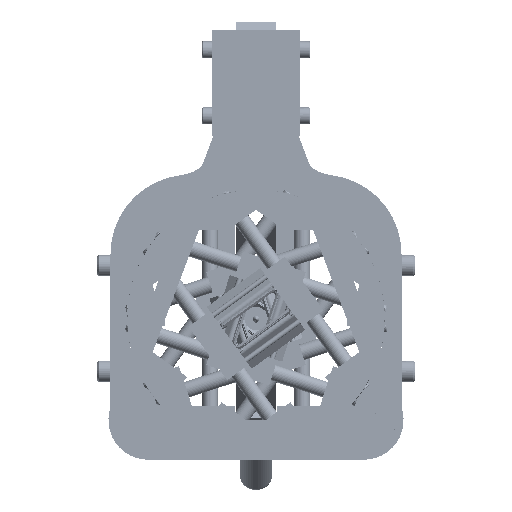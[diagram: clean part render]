
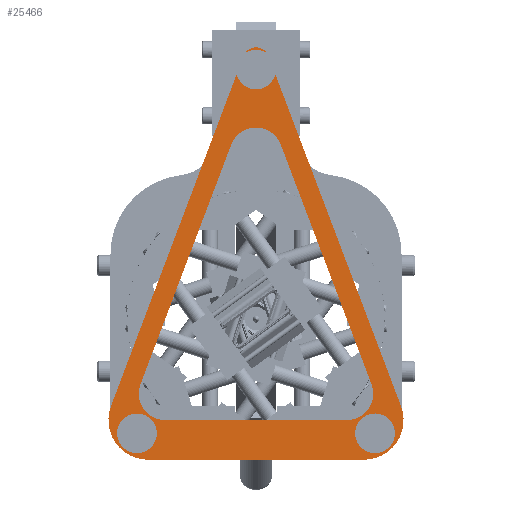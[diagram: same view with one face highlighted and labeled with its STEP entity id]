
A CAD part, left-side view. The second image highlights one B-rep face of the part: STEP entity #25466.
In plain terms, the highlighted planar face has unit normal (-1, 0, 0).
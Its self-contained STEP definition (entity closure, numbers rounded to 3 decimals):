
#24865=CARTESIAN_POINT('Vertex',(0.,122.,295.)) ;
#24870=CARTESIAN_POINT('Axis2P3D Location',(0.,125.,295.)) ;
#24874=CARTESIAN_POINT('Vertex',(0.,128.,295.)) ;
#25047=CARTESIAN_POINT('Axis2P3D Location',(0.,125.,295.)) ;
#25068=CARTESIAN_POINT('Vertex',(0.,43.444,0.)) ;
#25071=CARTESIAN_POINT('Line Origine',(0.,125.,0.)) ;
#25075=CARTESIAN_POINT('Vertex',(0.,206.556,0.)) ;
#25095=CARTESIAN_POINT('Axis2P3D Location',(0.,206.556,30.)) ;
#25099=CARTESIAN_POINT('Vertex',(0.,234.611,40.627)) ;
#25123=CARTESIAN_POINT('Vertex',(0.,15.389,40.627)) ;
#25126=CARTESIAN_POINT('Axis2P3D Location',(0.,43.444,30.)) ;
#25143=CARTESIAN_POINT('Line Origine',(0.,184.481,172.969)) ;
#25147=CARTESIAN_POINT('Vertex',(0.,134.352,305.312)) ;
#25167=CARTESIAN_POINT('Axis2P3D Location',(0.,125.,301.77)) ;
#25171=CARTESIAN_POINT('Vertex',(0.,115.648,305.312)) ;
#25191=CARTESIAN_POINT('Line Origine',(0.,65.519,172.969)) ;
#25212=CARTESIAN_POINT('Vertex',(0.,37.663,57.085)) ;
#25219=CARTESIAN_POINT('Vertex',(0.,56.366,30.)) ;
#25222=CARTESIAN_POINT('Axis2P3D Location',(0.,56.366,50.)) ;
#25243=CARTESIAN_POINT('Vertex',(0.,143.703,238.278)) ;
#25250=CARTESIAN_POINT('Vertex',(0.,106.297,238.278)) ;
#25253=CARTESIAN_POINT('Axis2P3D Location',(0.,125.,231.193)) ;
#25274=CARTESIAN_POINT('Vertex',(0.,193.634,30.)) ;
#25281=CARTESIAN_POINT('Vertex',(0.,212.337,57.085)) ;
#25284=CARTESIAN_POINT('Axis2P3D Location',(0.,193.634,50.)) ;
#25301=CARTESIAN_POINT('Line Origine',(0.,125.,30.)) ;
#25318=CARTESIAN_POINT('Line Origine',(0.,178.02,147.681)) ;
#25335=CARTESIAN_POINT('Line Origine',(0.,71.98,147.681)) ;
#25356=CARTESIAN_POINT('Vertex',(0.,212.,20.)) ;
#25359=CARTESIAN_POINT('Axis2P3D Location',(0.,215.,20.)) ;
#25363=CARTESIAN_POINT('Vertex',(0.,218.,20.)) ;
#25378=CARTESIAN_POINT('Axis2P3D Location',(0.,215.,20.)) ;
#25399=CARTESIAN_POINT('Vertex',(0.,32.,20.)) ;
#25402=CARTESIAN_POINT('Axis2P3D Location',(0.,35.,20.)) ;
#25406=CARTESIAN_POINT('Vertex',(0.,38.,20.)) ;
#25421=CARTESIAN_POINT('Axis2P3D Location',(0.,35.,20.)) ;
#25433=CARTESIAN_POINT('Axis2P3D Location',(0.,0.,0.)) ;
#24871=DIRECTION('Axis2P3D Direction',(-1.,0.,-0.)) ;
#25048=DIRECTION('Axis2P3D Direction',(-1.,0.,-0.)) ;
#25072=DIRECTION('Vector Direction',(0.,1.,0.)) ;
#25096=DIRECTION('Axis2P3D Direction',(1.,0.,-0.)) ;
#25127=DIRECTION('Axis2P3D Direction',(1.,0.,0.)) ;
#25144=DIRECTION('Vector Direction',(0.,-0.354,0.935)) ;
#25168=DIRECTION('Axis2P3D Direction',(1.,0.,0.)) ;
#25192=DIRECTION('Vector Direction',(0.,-0.354,-0.935)) ;
#25223=DIRECTION('Axis2P3D Direction',(1.,0.,0.)) ;
#25254=DIRECTION('Axis2P3D Direction',(1.,0.,-0.)) ;
#25285=DIRECTION('Axis2P3D Direction',(1.,0.,0.)) ;
#25302=DIRECTION('Vector Direction',(0.,1.,0.)) ;
#25319=DIRECTION('Vector Direction',(0.,-0.354,0.935)) ;
#25336=DIRECTION('Vector Direction',(0.,-0.354,-0.935)) ;
#25360=DIRECTION('Axis2P3D Direction',(-1.,0.,-0.)) ;
#25379=DIRECTION('Axis2P3D Direction',(-1.,0.,-0.)) ;
#25403=DIRECTION('Axis2P3D Direction',(-1.,0.,-0.)) ;
#25422=DIRECTION('Axis2P3D Direction',(-1.,0.,-0.)) ;
#25434=DIRECTION('Axis2P3D Direction',(1.,0.,0.)) ;
#25435=DIRECTION('Axis2P3D XDirection',(0.,1.,0.)) ;
#24872=AXIS2_PLACEMENT_3D('Circle Axis2P3D',#24870,#24871,$) ;
#25049=AXIS2_PLACEMENT_3D('Circle Axis2P3D',#25047,#25048,$) ;
#25097=AXIS2_PLACEMENT_3D('Circle Axis2P3D',#25095,#25096,$) ;
#25128=AXIS2_PLACEMENT_3D('Circle Axis2P3D',#25126,#25127,$) ;
#25169=AXIS2_PLACEMENT_3D('Circle Axis2P3D',#25167,#25168,$) ;
#25224=AXIS2_PLACEMENT_3D('Circle Axis2P3D',#25222,#25223,$) ;
#25255=AXIS2_PLACEMENT_3D('Circle Axis2P3D',#25253,#25254,$) ;
#25286=AXIS2_PLACEMENT_3D('Circle Axis2P3D',#25284,#25285,$) ;
#25361=AXIS2_PLACEMENT_3D('Circle Axis2P3D',#25359,#25360,$) ;
#25380=AXIS2_PLACEMENT_3D('Circle Axis2P3D',#25378,#25379,$) ;
#25404=AXIS2_PLACEMENT_3D('Circle Axis2P3D',#25402,#25403,$) ;
#25423=AXIS2_PLACEMENT_3D('Circle Axis2P3D',#25421,#25422,$) ;
#25436=AXIS2_PLACEMENT_3D('Plane Axis2P3D',#25433,#25434,#25435) ;
#25439=ORIENTED_EDGE('',*,*,#25173,.F.) ;
#25440=ORIENTED_EDGE('',*,*,#25149,.F.) ;
#25441=ORIENTED_EDGE('',*,*,#25101,.F.) ;
#25442=ORIENTED_EDGE('',*,*,#25077,.F.) ;
#25443=ORIENTED_EDGE('',*,*,#25130,.F.) ;
#25444=ORIENTED_EDGE('',*,*,#25195,.F.) ;
#25447=ORIENTED_EDGE('',*,*,#24876,.T.) ;
#25448=ORIENTED_EDGE('',*,*,#25051,.T.) ;
#25451=ORIENTED_EDGE('',*,*,#25408,.T.) ;
#25452=ORIENTED_EDGE('',*,*,#25425,.T.) ;
#25455=ORIENTED_EDGE('',*,*,#25365,.T.) ;
#25456=ORIENTED_EDGE('',*,*,#25382,.T.) ;
#25459=ORIENTED_EDGE('',*,*,#25305,.T.) ;
#25460=ORIENTED_EDGE('',*,*,#25288,.T.) ;
#25461=ORIENTED_EDGE('',*,*,#25322,.T.) ;
#25462=ORIENTED_EDGE('',*,*,#25257,.T.) ;
#25463=ORIENTED_EDGE('',*,*,#25339,.T.) ;
#25464=ORIENTED_EDGE('',*,*,#25226,.T.) ;
#25449=FACE_BOUND('',#25446,.T.) ;
#25453=FACE_BOUND('',#25450,.T.) ;
#25457=FACE_BOUND('',#25454,.T.) ;
#25465=FACE_BOUND('',#25458,.T.) ;
#25073=VECTOR('Line Direction',#25072,1.) ;
#25145=VECTOR('Line Direction',#25144,1.) ;
#25193=VECTOR('Line Direction',#25192,1.) ;
#25303=VECTOR('Line Direction',#25302,1.) ;
#25320=VECTOR('Line Direction',#25319,1.) ;
#25337=VECTOR('Line Direction',#25336,1.) ;
#25466=ADVANCED_FACE('Corps principal',(#25445,#25449,#25453,#25457,#25465),#25437,.F.) ;
#24873=CIRCLE('generated circle',#24872,3.) ;
#25050=CIRCLE('generated circle',#25049,3.) ;
#25098=CIRCLE('generated circle',#25097,30.) ;
#25129=CIRCLE('generated circle',#25128,30.) ;
#25170=CIRCLE('generated circle',#25169,10.) ;
#25225=CIRCLE('generated circle',#25224,20.) ;
#25256=CIRCLE('generated circle',#25255,20.) ;
#25287=CIRCLE('generated circle',#25286,20.) ;
#25362=CIRCLE('generated circle',#25361,3.) ;
#25381=CIRCLE('generated circle',#25380,3.) ;
#25405=CIRCLE('generated circle',#25404,3.) ;
#25424=CIRCLE('generated circle',#25423,3.) ;
#24876=EDGE_CURVE('',#24875,#24866,#24873,.F.) ;
#25051=EDGE_CURVE('',#24866,#24875,#25050,.F.) ;
#25077=EDGE_CURVE('',#25069,#25076,#25074,.T.) ;
#25101=EDGE_CURVE('',#25076,#25100,#25098,.T.) ;
#25130=EDGE_CURVE('',#25124,#25069,#25129,.T.) ;
#25149=EDGE_CURVE('',#25100,#25148,#25146,.T.) ;
#25173=EDGE_CURVE('',#25148,#25172,#25170,.T.) ;
#25195=EDGE_CURVE('',#25172,#25124,#25194,.T.) ;
#25226=EDGE_CURVE('',#25213,#25220,#25225,.T.) ;
#25257=EDGE_CURVE('',#25244,#25251,#25256,.T.) ;
#25288=EDGE_CURVE('',#25275,#25282,#25287,.T.) ;
#25305=EDGE_CURVE('',#25220,#25275,#25304,.T.) ;
#25322=EDGE_CURVE('',#25282,#25244,#25321,.T.) ;
#25339=EDGE_CURVE('',#25251,#25213,#25338,.T.) ;
#25365=EDGE_CURVE('',#25364,#25357,#25362,.F.) ;
#25382=EDGE_CURVE('',#25357,#25364,#25381,.F.) ;
#25408=EDGE_CURVE('',#25407,#25400,#25405,.F.) ;
#25425=EDGE_CURVE('',#25400,#25407,#25424,.F.) ;
#25438=EDGE_LOOP('',(#25439,#25440,#25441,#25442,#25443,#25444)) ;
#25446=EDGE_LOOP('',(#25447,#25448)) ;
#25450=EDGE_LOOP('',(#25451,#25452)) ;
#25454=EDGE_LOOP('',(#25455,#25456)) ;
#25458=EDGE_LOOP('',(#25459,#25460,#25461,#25462,#25463,#25464)) ;
#25445=FACE_OUTER_BOUND('',#25438,.T.) ;
#25074=LINE('Line',#25071,#25073) ;
#25146=LINE('Line',#25143,#25145) ;
#25194=LINE('Line',#25191,#25193) ;
#25304=LINE('Line',#25301,#25303) ;
#25321=LINE('Line',#25318,#25320) ;
#25338=LINE('Line',#25335,#25337) ;
#25437=PLANE('',#25436) ;
#24866=VERTEX_POINT('',#24865) ;
#24875=VERTEX_POINT('',#24874) ;
#25069=VERTEX_POINT('',#25068) ;
#25076=VERTEX_POINT('',#25075) ;
#25100=VERTEX_POINT('',#25099) ;
#25124=VERTEX_POINT('',#25123) ;
#25148=VERTEX_POINT('',#25147) ;
#25172=VERTEX_POINT('',#25171) ;
#25213=VERTEX_POINT('',#25212) ;
#25220=VERTEX_POINT('',#25219) ;
#25244=VERTEX_POINT('',#25243) ;
#25251=VERTEX_POINT('',#25250) ;
#25275=VERTEX_POINT('',#25274) ;
#25282=VERTEX_POINT('',#25281) ;
#25357=VERTEX_POINT('',#25356) ;
#25364=VERTEX_POINT('',#25363) ;
#25400=VERTEX_POINT('',#25399) ;
#25407=VERTEX_POINT('',#25406) ;
